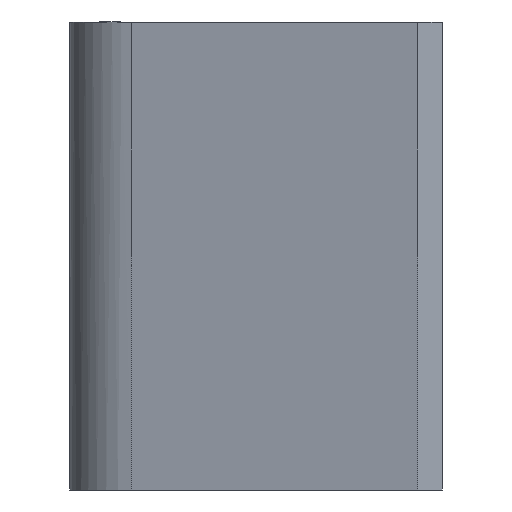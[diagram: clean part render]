
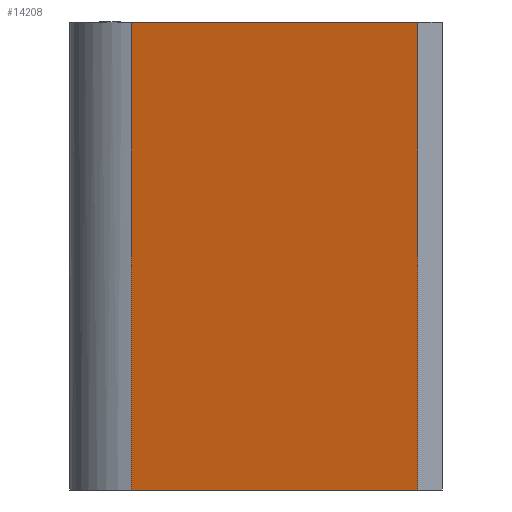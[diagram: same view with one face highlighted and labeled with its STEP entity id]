
A CAD part, front view. The second image highlights one B-rep face of the part: STEP entity #14208.
In plain terms, the highlighted free-form (B-spline) face has degree [1, 1] with [2, 2] control points.
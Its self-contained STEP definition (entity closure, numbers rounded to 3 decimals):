
#14122=CARTESIAN_POINT('V78',(373.527,
   -728.651,282.5));
#14123=VERTEX_POINT('V78',#14122);
#14129=CARTESIAN_POINT('V75',(27.645,
   -635.973,282.5));
#14130=VERTEX_POINT('V75',#14129);
#14131=CARTESIAN_POINT('E139',(27.645,
   -635.973,282.5));
#14132=CARTESIAN_POINT('E139',(373.527,
   -728.651,282.5));
#14133=QUASI_UNIFORM_CURVE('E139',1,(#14131,#14132),.POLYLINE_FORM.,
   .F.,.U.);
#14134=EDGE_CURVE('E139',#14130,#14123,#14133,.T.);
#14166=CARTESIAN_POINT('V77',(373.527,
   -728.651,-282.5));
#14167=VERTEX_POINT('V77',#14166);
#14173=CARTESIAN_POINT('E138',(373.527,
   -728.651,282.5));
#14174=CARTESIAN_POINT('E138',(373.527,
   -728.651,-282.5));
#14175=QUASI_UNIFORM_CURVE('E138',1,(#14173,#14174),.POLYLINE_FORM.,
   .F.,.U.);
#14176=EDGE_CURVE('E138',#14123,#14167,#14175,.T.);
#14187=CARTESIAN_POINT('F50',(27.645,
   -635.973,-282.5));
#14188=CARTESIAN_POINT('F50',(373.527,
   -728.651,-282.5));
#14189=CARTESIAN_POINT('F50',(27.645,
   -635.973,282.5));
#14190=CARTESIAN_POINT('F50',(373.527,
   -728.651,282.5));
#14191=B_SPLINE_SURFACE_WITH_KNOTS('F50',1,1,((#14187,#14189),(
   #14188,#14190)),.PLANE_SURF.,.F.,.F.,.U.,(2,2),(2,2),(0.0,1.0),
   (0.0,1.578),.UNSPECIFIED.);
#14192=CARTESIAN_POINT('V73',(27.645,
   -635.973,-282.5));
#14193=VERTEX_POINT('V73',#14192);
#14194=CARTESIAN_POINT('E137',(373.527,
   -728.651,-282.5));
#14195=CARTESIAN_POINT('E137',(27.645,
   -635.973,-282.5));
#14196=QUASI_UNIFORM_CURVE('E137',1,(#14194,#14195),.POLYLINE_FORM.,
   .F.,.U.);
#14197=EDGE_CURVE('E137',#14167,#14193,#14196,.T.);
#14198=ORIENTED_EDGE('E137',*,*,#14197,.T.);
#14199=CARTESIAN_POINT('E134',(27.645,
   -635.973,282.5));
#14200=CARTESIAN_POINT('E134',(27.645,
   -635.973,-282.5));
#14201=QUASI_UNIFORM_CURVE('E134',1,(#14199,#14200),.POLYLINE_FORM.,
   .F.,.U.);
#14202=EDGE_CURVE('E134',#14130,#14193,#14201,.T.);
#14203=ORIENTED_EDGE('E134',*,*,#14202,.F.);
#14204=ORIENTED_EDGE('E139',*,*,#14134,.T.);
#14205=ORIENTED_EDGE('E138',*,*,#14176,.T.);
#14206=EDGE_LOOP('F50',(#14198,#14203,#14204,#14205));
#14207=FACE_OUTER_BOUND('F50',#14206,.F.);
#14208=ADVANCED_FACE('F50',(#14207),#14191,.T.);
